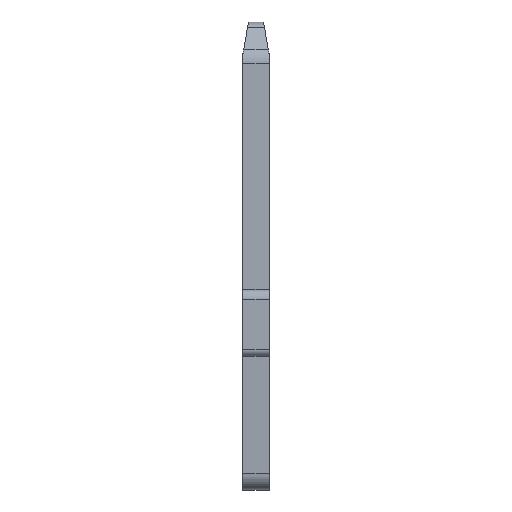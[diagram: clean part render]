
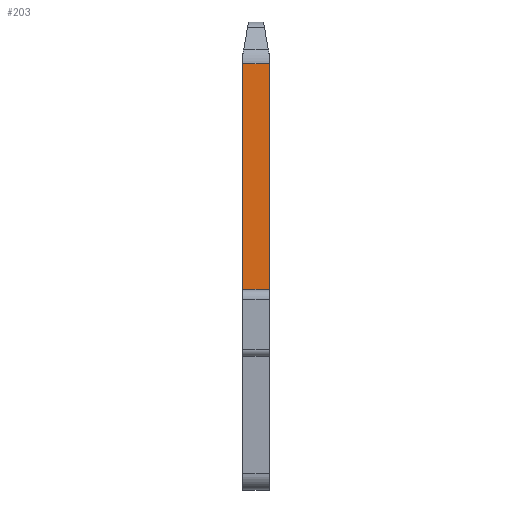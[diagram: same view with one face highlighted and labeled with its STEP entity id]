
A CAD part, left-side view. The second image highlights one B-rep face of the part: STEP entity #203.
In plain terms, the highlighted planar face has unit normal (-1, 0, 0).
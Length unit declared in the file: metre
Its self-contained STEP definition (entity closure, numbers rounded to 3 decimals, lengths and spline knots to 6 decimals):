
#155 = EDGE_CURVE( '', #428, #429, #430, .T. );
#191 = EDGE_CURVE( '', #429, #420, #492, .T. );
#203 = ADVANCED_FACE( '', ( #511 ), #512, .T. );
#319 = EDGE_CURVE( '', #669, #420, #670, .T. );
#361 = EDGE_CURVE( '', #669, #428, #718, .T. );
#420 = VERTEX_POINT( '', #778 );
#428 = VERTEX_POINT( '', #789 );
#429 = VERTEX_POINT( '', #790 );
#430 = LINE( '', #791, #792 );
#492 = LINE( '', #877, #878 );
#511 = FACE_OUTER_BOUND( '', #908, .T. );
#512 = PLANE( '', #909 );
#669 = VERTEX_POINT( '', #1151 );
#670 = LINE( '', #1152, #1153 );
#718 = LINE( '', #1231, #1232 );
#778 = CARTESIAN_POINT( '', ( -0.00315, 0.0004, 0.010732 ) );
#789 = CARTESIAN_POINT( '', ( -0.00315, -0.0004, 0.00398 ) );
#790 = CARTESIAN_POINT( '', ( -0.00315, -0.0004, 0.010732 ) );
#791 = CARTESIAN_POINT( '', ( -0.00315, -0.0004, 0.00398 ) );
#792 = VECTOR( '', #1302, 1. );
#877 = CARTESIAN_POINT( '', ( -0.00315, -0.0004, 0.010732 ) );
#878 = VECTOR( '', #1375, 1. );
#908 = EDGE_LOOP( '', ( #1388, #1389, #1390, #1391 ) );
#909 = AXIS2_PLACEMENT_3D( '', #1392, #1393, #1394 );
#1151 = CARTESIAN_POINT( '', ( -0.00315, 0.0004, 0.00398 ) );
#1152 = CARTESIAN_POINT( '', ( -0.00315, 0.0004, 0.00398 ) );
#1153 = VECTOR( '', #1603, 1. );
#1231 = CARTESIAN_POINT( '', ( -0.00315, 0.0004, 0.00398 ) );
#1232 = VECTOR( '', #1659, 1. );
#1302 = DIRECTION( '', ( 0., 0., 1. ) );
#1375 = DIRECTION( '', ( 0., 1., 0. ) );
#1388 = ORIENTED_EDGE( '', *, *, #319, .F. );
#1389 = ORIENTED_EDGE( '', *, *, #361, .T. );
#1390 = ORIENTED_EDGE( '', *, *, #155, .T. );
#1391 = ORIENTED_EDGE( '', *, *, #191, .T. );
#1392 = CARTESIAN_POINT( '', ( -0.00315, -0.0004, 0.01098 ) );
#1393 = DIRECTION( '', ( -1., 0., 0. ) );
#1394 = DIRECTION( '', ( 0., 0., 1. ) );
#1603 = DIRECTION( '', ( 0., 0., 1. ) );
#1659 = DIRECTION( '', ( 0., -1., 0. ) );
